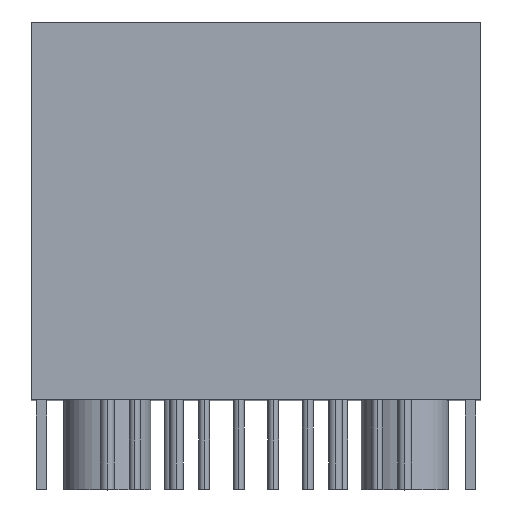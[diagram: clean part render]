
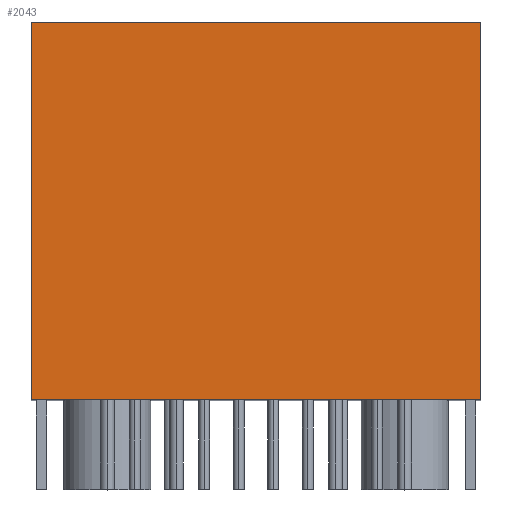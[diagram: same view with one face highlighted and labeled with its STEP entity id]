
A CAD part, top view. The second image highlights one B-rep face of the part: STEP entity #2043.
In plain terms, the highlighted planar face has unit normal (0, 0, 1).
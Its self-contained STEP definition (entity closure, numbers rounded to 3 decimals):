
#63 = FACE_OUTER_BOUND ( 'NONE', #1746, .T. ) ;
#102 = DIRECTION ( 'NONE',  ( 1., 0., 0. ) ) ;
#263 = VERTEX_POINT ( 'NONE', #1344 ) ;
#489 = VERTEX_POINT ( 'NONE', #749 ) ;
#538 = DIRECTION ( 'NONE',  ( 0., -1., 0. ) ) ;
#548 = VECTOR ( 'NONE', #538, 1000. ) ;
#620 = CARTESIAN_POINT ( 'NONE',  ( 8.25, 13.85, 12.825 ) ) ;
#662 = VECTOR ( 'NONE', #1408, 1000. ) ;
#722 = CARTESIAN_POINT ( 'NONE',  ( 8.25, 13.85, 12.825 ) ) ;
#749 = CARTESIAN_POINT ( 'NONE',  ( -8.25, 13.85, 12.825 ) ) ;
#827 = ORIENTED_EDGE ( 'NONE', *, *, #1873, .T. ) ;
#843 = CARTESIAN_POINT ( 'NONE',  ( -8.25, 13.85, 12.825 ) ) ;
#877 = CARTESIAN_POINT ( 'NONE',  ( -8.25, 0., 12.825 ) ) ;
#894 = VERTEX_POINT ( 'NONE', #2248 ) ;
#953 = PLANE ( 'NONE',  #1190 ) ;
#1055 = ORIENTED_EDGE ( 'NONE', *, *, #1186, .T. ) ;
#1078 = VECTOR ( 'NONE', #2268, 1000. ) ;
#1099 = LINE ( 'NONE', #722, #662 ) ;
#1186 = EDGE_CURVE ( 'NONE', #894, #263, #1747, .T. ) ;
#1190 = AXIS2_PLACEMENT_3D ( 'NONE', #1993, #1628, #1828 ) ;
#1308 = EDGE_CURVE ( 'NONE', #2130, #263, #1099, .T. ) ;
#1344 = CARTESIAN_POINT ( 'NONE',  ( 8.25, 0., 12.825 ) ) ;
#1393 = CARTESIAN_POINT ( 'NONE',  ( -8.25, 13.85, 12.825 ) ) ;
#1405 = LINE ( 'NONE', #1393, #548 ) ;
#1408 = DIRECTION ( 'NONE',  ( 0., -1., 0. ) ) ;
#1628 = DIRECTION ( 'NONE',  ( 0., 0., -1. ) ) ;
#1746 = EDGE_LOOP ( 'NONE', ( #1055, #1816, #2282, #827 ) ) ;
#1747 = LINE ( 'NONE', #877, #1078 ) ;
#1775 = EDGE_CURVE ( 'NONE', #489, #2130, #2089, .T. ) ;
#1816 = ORIENTED_EDGE ( 'NONE', *, *, #1308, .F. ) ;
#1828 = DIRECTION ( 'NONE',  ( -1., 0., 0. ) ) ;
#1873 = EDGE_CURVE ( 'NONE', #489, #894, #1405, .T. ) ;
#1993 = CARTESIAN_POINT ( 'NONE',  ( -8.25, 13.85, 12.825 ) ) ;
#2043 = ADVANCED_FACE ( 'NONE', ( #63 ), #953, .F. ) ;
#2089 = LINE ( 'NONE', #843, #2227 ) ;
#2130 = VERTEX_POINT ( 'NONE', #620 ) ;
#2227 = VECTOR ( 'NONE', #102, 1000. ) ;
#2248 = CARTESIAN_POINT ( 'NONE',  ( -8.25, 0., 12.825 ) ) ;
#2268 = DIRECTION ( 'NONE',  ( 1., 0., 0. ) ) ;
#2282 = ORIENTED_EDGE ( 'NONE', *, *, #1775, .F. ) ;
